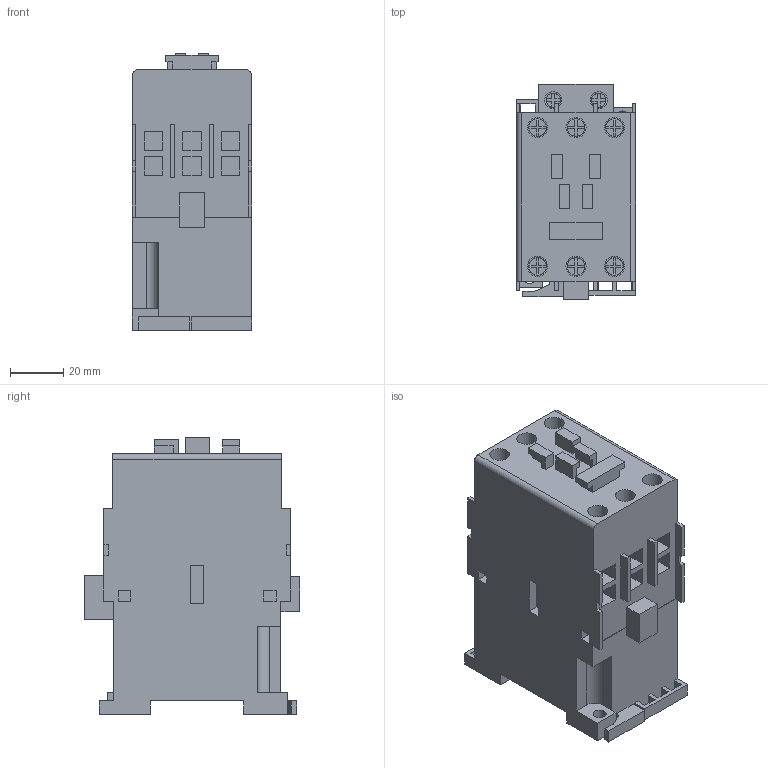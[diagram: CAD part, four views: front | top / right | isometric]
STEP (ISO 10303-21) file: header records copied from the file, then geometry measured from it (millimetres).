
FILE_DESCRIPTION(/* description */ (''),/* implementation_level */ '2;1');
FILE_NAME(/* name */ '100C-BG1_AC.stp',/* time_stamp */ '2012-06-11T15:51:58+02:00',/* author */ (''),/* organization */ (''),/* preprocessor_version */ 'ST-DEVELOPER v11',/* originating_system */ 'SIEMENS PLM Software NX 7.5',/* authorisation */ '');
FILE_SCHEMA (('CONFIG_CONTROL_DESIGN'));
Length unit declared in the file: millimetre
Products named in the file (1): 000172_-.001
Bounding box: 44.6 x 80.7 x 103.5 mm (x, y, z)
Volume: 260731.6 mm3; surface area: 38470 mm2
Topology: 1 solids, 1 shells, 392 faces, 1054 edges, 703 vertices
Faces by surface type: plane 368, cylinder 24
Full cylindrical faces by diameter (mm): 3 x2, 4.9 x2, 5.4 x2, 6.4 x2, 6.5 x6, 7.5 x6
Entity records: 12037 total; most frequent: CARTESIAN_POINT 2108, ORIENTED_EDGE 2046, DIRECTION 1913, EDGE_CURVE 1023, LINE 919, VECTOR 919, VERTEX_POINT 692, AXIS2_PLACEMENT_3D 497
